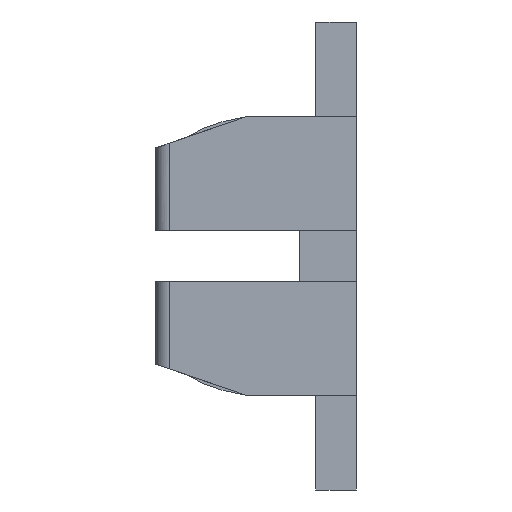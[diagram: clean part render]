
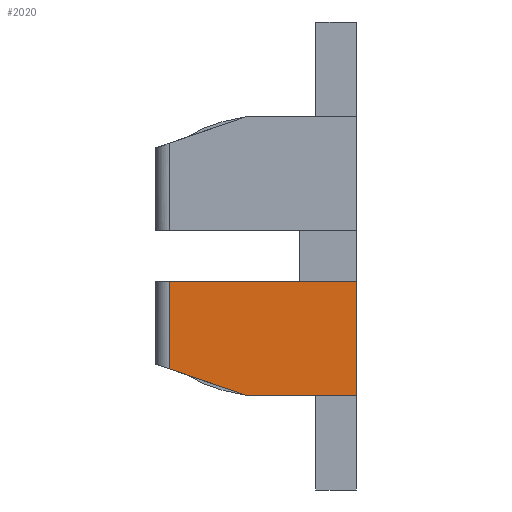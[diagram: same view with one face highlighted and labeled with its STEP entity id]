
A CAD part, left-side view. The second image highlights one B-rep face of the part: STEP entity #2020.
In plain terms, the highlighted planar face has unit normal (-1, 0, 0).
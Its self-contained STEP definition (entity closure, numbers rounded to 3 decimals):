
#264 = ORIENTED_EDGE ( 'NONE', *, *, #1460, .T. ) ;
#283 = DIRECTION ( 'NONE',  ( 0., 0., 1. ) ) ;
#294 = VERTEX_POINT ( 'NONE', #3547 ) ;
#328 = DIRECTION ( 'NONE',  ( 0., 0., -1. ) ) ;
#376 = CARTESIAN_POINT ( 'NONE',  ( -38.53, 13.843, -1.905 ) ) ;
#509 = VERTEX_POINT ( 'NONE', #1145 ) ;
#607 = ORIENTED_EDGE ( 'NONE', *, *, #2630, .T. ) ;
#646 = VECTOR ( 'NONE', #804, 1000. ) ;
#731 = VECTOR ( 'NONE', #283, 1000. ) ;
#804 = DIRECTION ( 'NONE',  ( 0., -0.946, -0.326 ) ) ;
#855 = DIRECTION ( 'NONE',  ( 1., 0., 0. ) ) ;
#886 = FACE_OUTER_BOUND ( 'NONE', #2059, .T. ) ;
#928 = LINE ( 'NONE', #2081, #2048 ) ;
#942 = VECTOR ( 'NONE', #1228, 1000. ) ;
#1132 = DIRECTION ( 'NONE',  ( 0., -1., 0. ) ) ;
#1145 = CARTESIAN_POINT ( 'NONE',  ( -38.53, 8.106, -10.325 ) ) ;
#1203 = CARTESIAN_POINT ( 'NONE',  ( -38.53, 8.106, -10.325 ) ) ;
#1228 = DIRECTION ( 'NONE',  ( 0., 0., -1. ) ) ;
#1401 = CARTESIAN_POINT ( 'NONE',  ( -38.53, 0., -10.325 ) ) ;
#1460 = EDGE_CURVE ( 'NONE', #509, #3403, #2886, .T. ) ;
#1739 = CARTESIAN_POINT ( 'NONE',  ( -38.53, 14.86, 10.33 ) ) ;
#1740 = ORIENTED_EDGE ( 'NONE', *, *, #1985, .T. ) ;
#1758 = AXIS2_PLACEMENT_3D ( 'NONE', #1739, #855, #328 ) ;
#1763 = ORIENTED_EDGE ( 'NONE', *, *, #3049, .T. ) ;
#1800 = DIRECTION ( 'NONE',  ( 0., 1., 0. ) ) ;
#1926 = ORIENTED_EDGE ( 'NONE', *, *, #2214, .T. ) ;
#1985 = EDGE_CURVE ( 'NONE', #3403, #2101, #2811, .T. ) ;
#2020 = ADVANCED_FACE ( 'NONE', ( #886 ), #2569, .F. ) ;
#2035 = CARTESIAN_POINT ( 'NONE',  ( -38.53, 0., -1.905 ) ) ;
#2048 = VECTOR ( 'NONE', #1800, 1000. ) ;
#2059 = EDGE_LOOP ( 'NONE', ( #607, #1926, #1763, #264, #1740 ) ) ;
#2081 = CARTESIAN_POINT ( 'NONE',  ( -38.53, 4.191, -1.905 ) ) ;
#2101 = VERTEX_POINT ( 'NONE', #2035 ) ;
#2214 = EDGE_CURVE ( 'NONE', #3211, #294, #3015, .T. ) ;
#2237 = LINE ( 'NONE', #3370, #646 ) ;
#2553 = CARTESIAN_POINT ( 'NONE',  ( -38.53, 0., 10.33 ) ) ;
#2569 = PLANE ( 'NONE',  #1758 ) ;
#2630 = EDGE_CURVE ( 'NONE', #2101, #3211, #928, .T. ) ;
#2639 = VECTOR ( 'NONE', #1132, 1000. ) ;
#2644 = CARTESIAN_POINT ( 'NONE',  ( -38.53, 13.843, -8. ) ) ;
#2811 = LINE ( 'NONE', #2553, #731 ) ;
#2886 = LINE ( 'NONE', #1203, #2639 ) ;
#3015 = LINE ( 'NONE', #2644, #942 ) ;
#3049 = EDGE_CURVE ( 'NONE', #294, #509, #2237, .T. ) ;
#3211 = VERTEX_POINT ( 'NONE', #376 ) ;
#3370 = CARTESIAN_POINT ( 'NONE',  ( -38.53, 14.859, -8. ) ) ;
#3403 = VERTEX_POINT ( 'NONE', #1401 ) ;
#3547 = CARTESIAN_POINT ( 'NONE',  ( -38.53, 13.843, -8.35 ) ) ;
